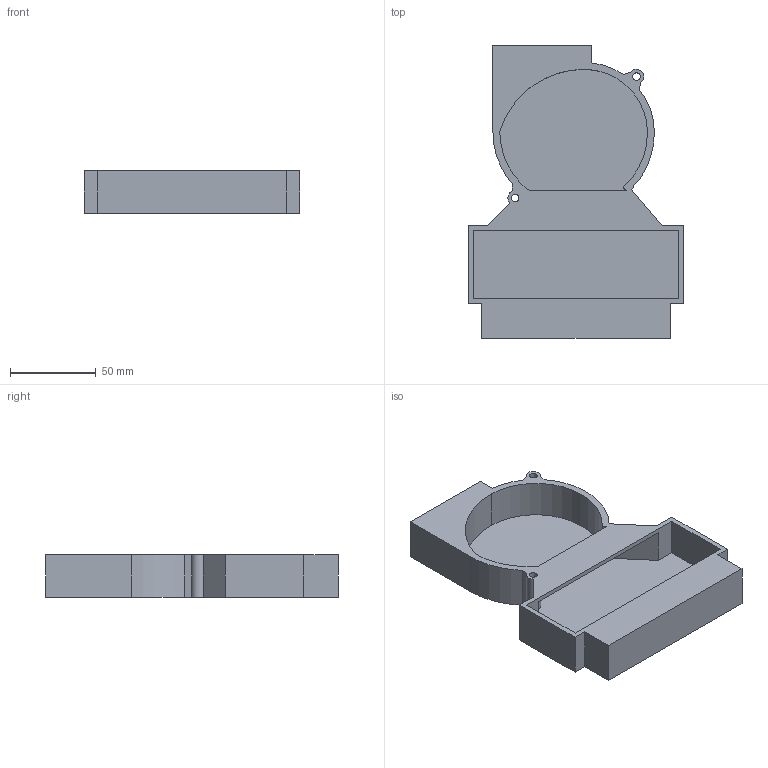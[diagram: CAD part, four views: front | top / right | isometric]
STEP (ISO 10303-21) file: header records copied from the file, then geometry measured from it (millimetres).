
FILE_DESCRIPTION(/* description */ (''),/* implementation_level */ '2;1');
FILE_NAME(/* name */ 'blower_sketch.step',/* time_stamp */ '2024-04-19T15:30:36+05:30',/* author */ (''),/* organization */ (''),/* preprocessor_version */ 'ST-DEVELOPER v20',/* originating_system */ 'Autodesk Translation Framework v12.20.1.177',/* authorisation */ '');
FILE_SCHEMA (('AUTOMOTIVE_DESIGN { 1 0 10303 214 3 1 1 }'));
Length unit declared in the file: millimetre
Products named in the file (1): blower_sketch
Bounding box: 126 x 170.88 x 25 mm (x, y, z)
Volume: 118575.4 mm3; surface area: 67982.7 mm2
Topology: 1 solids, 1 shells, 51 faces, 144 edges, 96 vertices
Faces by surface type: plane 38, cylinder 13
Full cylindrical faces by diameter (mm): 4.5 x2
Entity records: 1682 total; most frequent: CARTESIAN_POINT 292, ORIENTED_EDGE 288, DIRECTION 274, EDGE_CURVE 144, LINE 118, VECTOR 118, VERTEX_POINT 96, AXIS2_PLACEMENT_3D 78
